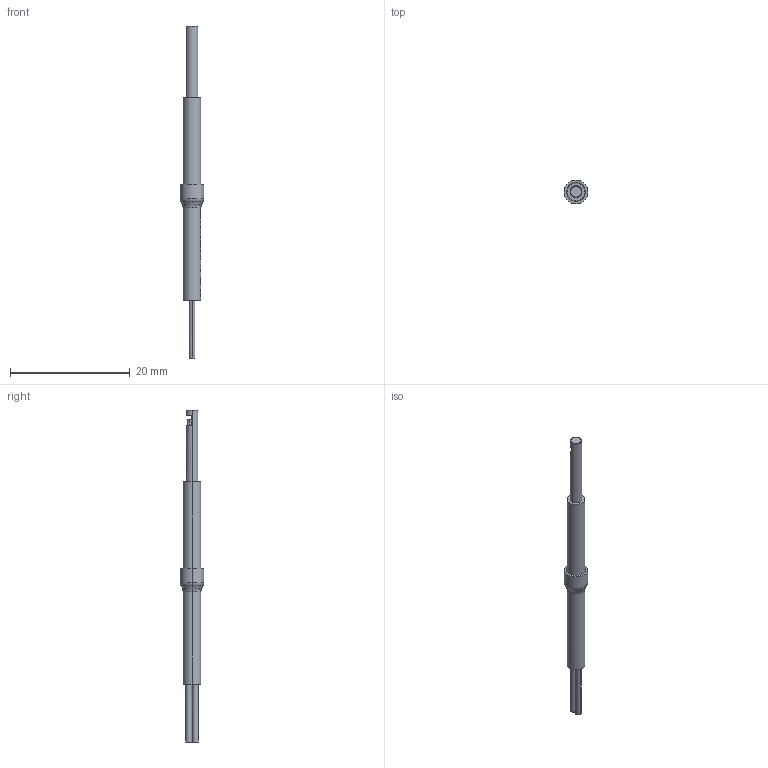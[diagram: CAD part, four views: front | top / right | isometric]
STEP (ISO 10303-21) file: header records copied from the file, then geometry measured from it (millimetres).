
FILE_DESCRIPTION (( 'STEP AP214' ), '1' );
FILE_NAME ('PD-32-DQ.STEP', '2015-09-24T08:21:40', ( '' ), ( '' ), 'SwSTEP 2.0', 'SolidWorks 2013', '' );
FILE_SCHEMA (( 'AUTOMOTIVE_DESIGN' ));
Length unit declared in the file: millimetre
Products named in the file (1): PD-32-DQ
Bounding box: 4 x 4 x 55.51 mm (x, y, z)
Volume: 263.5 mm3; surface area: 769.6 mm2
Topology: 4 solids, 4 shells, 220 faces, 581 edges, 382 vertices
Faces by surface type: plane 127, bspline 41, cylinder 40, torus 8, cone 4
Entity records: 11513 total; most frequent: CARTESIAN_POINT 3994, ORIENTED_EDGE 1162, DIRECTION 951, EDGE_CURVE 581, VERTEX_POINT 382, VECTOR 321, LINE 321, AXIS2_PLACEMENT_3D 315
